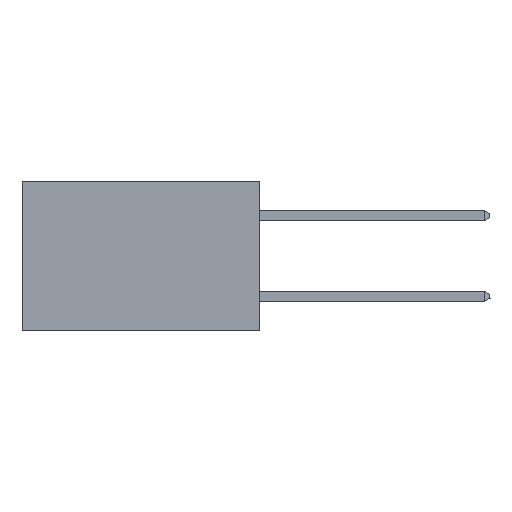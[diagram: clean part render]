
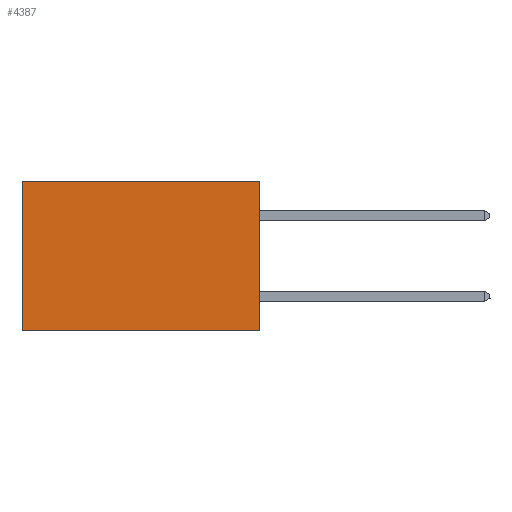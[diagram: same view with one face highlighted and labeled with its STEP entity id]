
A CAD part, left-side view. The second image highlights one B-rep face of the part: STEP entity #4387.
In plain terms, the highlighted planar face has unit normal (-1, 0, 0).
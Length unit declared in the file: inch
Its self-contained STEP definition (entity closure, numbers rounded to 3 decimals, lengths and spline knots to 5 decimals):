
#308 = CARTESIAN_POINT ( 'NONE',  ( 0.277, 0.59, -0.37 ) ) ;
#315 = CARTESIAN_POINT ( 'NONE',  ( 0.277, 0., -0.37 ) ) ;
#435 = VERTEX_POINT ( 'NONE', #15781 ) ;
#1077 = VECTOR ( 'NONE', #1880, 39.37008 ) ;
#1382 = VECTOR ( 'NONE', #15633, 39.37008 ) ;
#1880 = DIRECTION ( 'NONE',  ( 0., 0., -1. ) ) ;
#2822 = AXIS2_PLACEMENT_3D ( 'NONE', #6126, #6031, #6073 ) ;
#3204 = VERTEX_POINT ( 'NONE', #4858 ) ;
#3643 = PLANE ( 'NONE',  #2822 ) ;
#4223 = EDGE_CURVE ( 'NONE', #435, #11133, #9721, .T. ) ;
#4387 = ADVANCED_FACE ( 'NONE', ( #10918 ), #3643, .F. ) ;
#4858 = CARTESIAN_POINT ( 'NONE',  ( 0.277, 0.59, -0.37 ) ) ;
#5662 = VECTOR ( 'NONE', #9656, 39.37008 ) ;
#6031 = DIRECTION ( 'NONE',  ( 1., 0., 0. ) ) ;
#6073 = DIRECTION ( 'NONE',  ( 0., 0., -1. ) ) ;
#6126 = CARTESIAN_POINT ( 'NONE',  ( 0.277, 0., -0.37 ) ) ;
#6755 = EDGE_CURVE ( 'NONE', #435, #17982, #14564, .T. ) ;
#9656 = DIRECTION ( 'NONE',  ( 0., 1., 0. ) ) ;
#9721 = LINE ( 'NONE', #10405, #5662 ) ;
#10405 = CARTESIAN_POINT ( 'NONE',  ( 0.277, 0., 0. ) ) ;
#10787 = CARTESIAN_POINT ( 'NONE',  ( 0.277, 0., -0.37 ) ) ;
#10918 = FACE_OUTER_BOUND ( 'NONE', #11447, .T. ) ;
#11133 = VERTEX_POINT ( 'NONE', #16450 ) ;
#11326 = EDGE_CURVE ( 'NONE', #11133, #3204, #12798, .T. ) ;
#11447 = EDGE_LOOP ( 'NONE', ( #14935, #11968, #12417, #17224 ) ) ;
#11968 = ORIENTED_EDGE ( 'NONE', *, *, #18696, .F. ) ;
#12417 = ORIENTED_EDGE ( 'NONE', *, *, #6755, .F. ) ;
#12798 = LINE ( 'NONE', #308, #1077 ) ;
#13081 = LINE ( 'NONE', #18446, #1382 ) ;
#14564 = LINE ( 'NONE', #315, #17978 ) ;
#14935 = ORIENTED_EDGE ( 'NONE', *, *, #11326, .T. ) ;
#15633 = DIRECTION ( 'NONE',  ( 0., 1., 0. ) ) ;
#15781 = CARTESIAN_POINT ( 'NONE',  ( 0.277, 0., 0. ) ) ;
#16450 = CARTESIAN_POINT ( 'NONE',  ( 0.277, 0.59, 0. ) ) ;
#16953 = DIRECTION ( 'NONE',  ( 0., 0., -1. ) ) ;
#17224 = ORIENTED_EDGE ( 'NONE', *, *, #4223, .T. ) ;
#17978 = VECTOR ( 'NONE', #16953, 39.37008 ) ;
#17982 = VERTEX_POINT ( 'NONE', #10787 ) ;
#18446 = CARTESIAN_POINT ( 'NONE',  ( 0.277, 0., -0.37 ) ) ;
#18696 = EDGE_CURVE ( 'NONE', #17982, #3204, #13081, .T. ) ;
